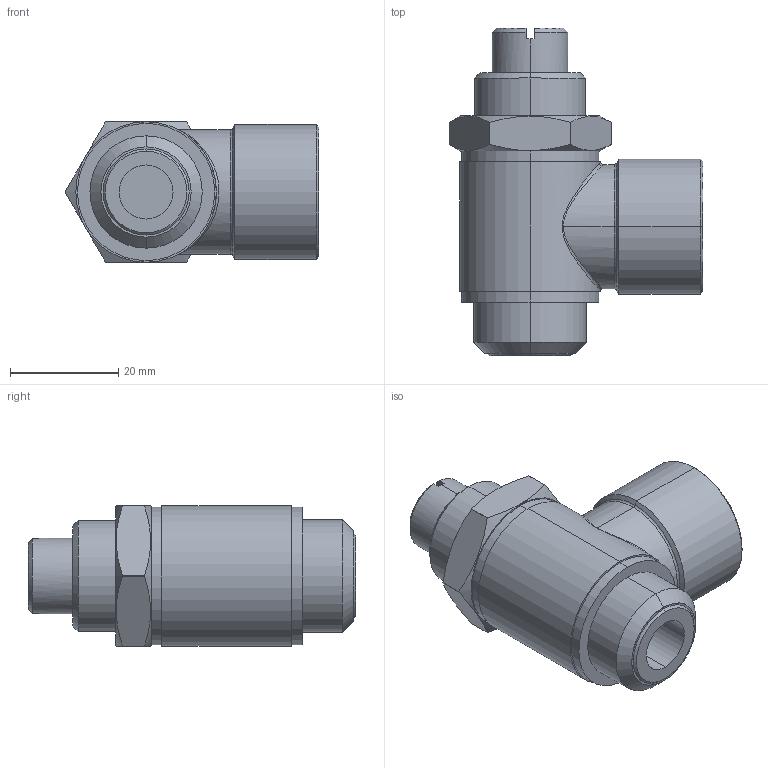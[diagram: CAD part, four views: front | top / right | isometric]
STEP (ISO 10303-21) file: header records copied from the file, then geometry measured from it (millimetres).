
FILE_DESCRIPTION (( 'STEP AP203' ), '1' );
FILE_NAME ('04070B04.STEP', '2010-04-28T08:38:08', ( '' ), ( 'sopra-pneumatic' ), 'SwSTEP 2.0', 'SolidWorks 2009', '' );
FILE_SCHEMA (( 'CONFIG_CONTROL_DESIGN' ));
Length unit declared in the file: millimetre
Products named in the file (1): 04070B04
Bounding box: 47 x 60.67 x 26 mm (x, y, z)
Volume: 29259 mm3; surface area: 8807.1 mm2
Topology: 1 solids, 3 shells, 78 faces, 173 edges, 110 vertices
Faces by surface type: cylinder 34, plane 24, cone 16, bspline 2, torus 2
Entity records: 3717 total; most frequent: CARTESIAN_POINT 1902, DIRECTION 379, ORIENTED_EDGE 346, EDGE_CURVE 173, AXIS2_PLACEMENT_3D 160, VERTEX_POINT 110, EDGE_LOOP 87, CIRCLE 83
